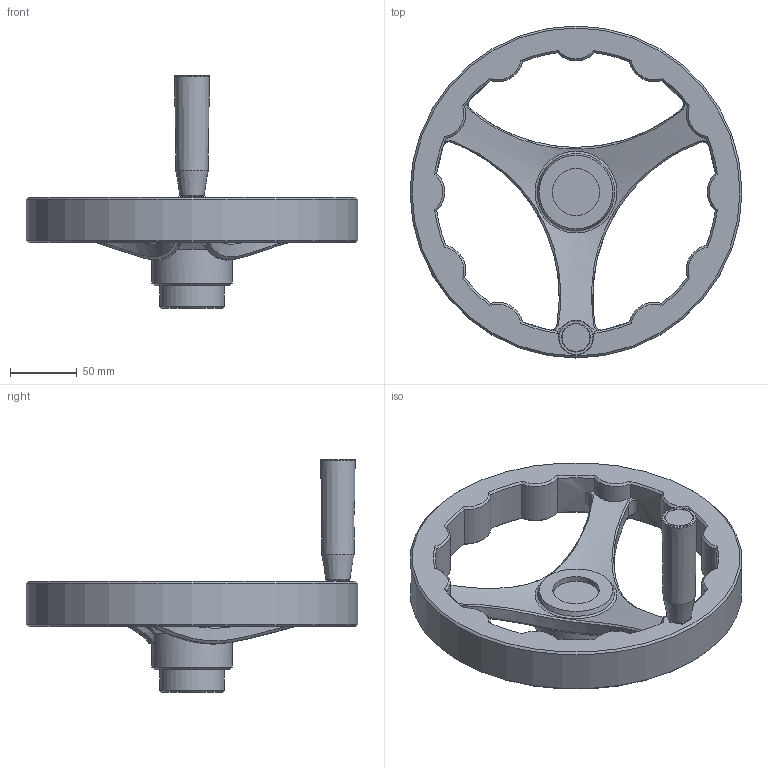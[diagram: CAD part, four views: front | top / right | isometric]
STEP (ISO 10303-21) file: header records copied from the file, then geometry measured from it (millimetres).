
FILE_DESCRIPTION(/* description */ ('File step'),/* implementation_level */ '2;1');
FILE_NAME(/* name */ '6361025',/* time_stamp */ '2021-02-18T14:39:31+01:00',/* author */ ('Zorzan D.'),/* organization */ ('Gamm Srl.'),/* preprocessor_version */ 'ST-DEVELOPER v16.7',/* originating_system */ 'Solid Edge',/* authorisation */ 'Unknown');
FILE_SCHEMA (('CONFIG_CONTROL_DESIGN'));
Length unit declared in the file: millimetre
Products named in the file (1): 6361025
Bounding box: 248 x 248 x 174 mm (x, y, z)
Volume: 502945.9 mm3; surface area: 182380.2 mm2
Topology: 2 solids, 9 shells, 407 faces, 1034 edges, 656 vertices
Faces by surface type: plane 183, cone 85, cylinder 67, bspline 54, torus 17, sphere 1
Full cylindrical faces by diameter (mm): 3.2 x2, 3.5 x1, 4.917 x1, 6 x2, 7 x1, 7.95 x1, 8 x1, 8.5 x1, 9.9 x1, 10.8 x1, 11 x1, 11.5 x1, 11.74 x1, 12 x1, 12.035 x1, 17.8 x1, 18 x1, 21.6 x2, 35 x1, 48 x1, 60 x1, 240 x1, 248 x1
Entity records: 21136 total; most frequent: CARTESIAN_POINT 9203, ORIENTED_EDGE 1914, DIRECTION 1826, EDGE_CURVE 957, AXIS2_PLACEMENT_3D 775, VERTEX_POINT 631, FACE_BOUND 482, EDGE_LOOP 481
